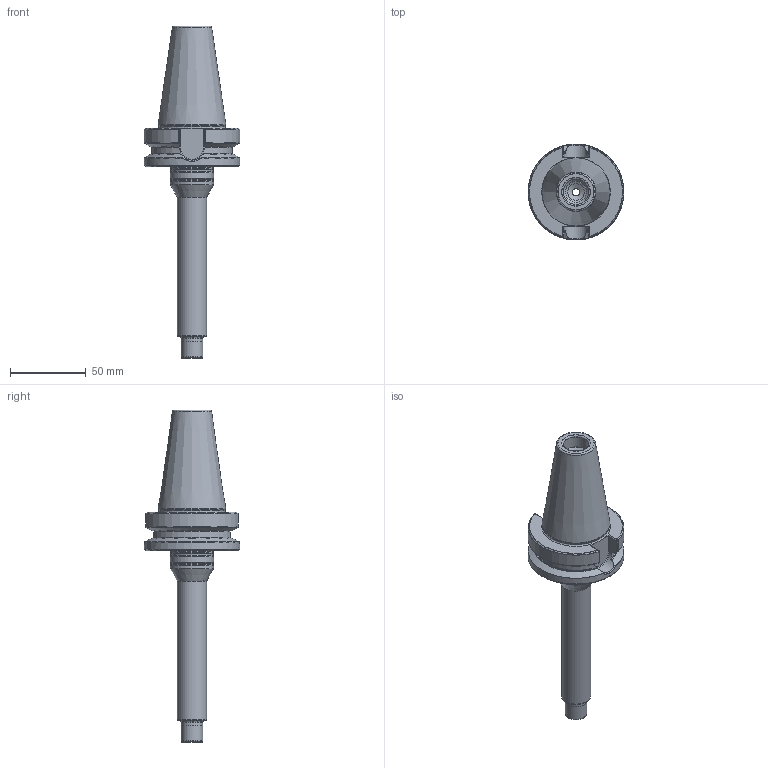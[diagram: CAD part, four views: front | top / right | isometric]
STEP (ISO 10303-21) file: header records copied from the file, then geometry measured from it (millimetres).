
FILE_DESCRIPTION(/* description */ (''),/* implementation_level */ '2;1');
FILE_NAME(/* name */ '414011180.stp',/* time_stamp */ '2021-01-08T12:37:28',/* author */ ('LRA'),/* organization */ ('REGO-FIX'),/* preprocessor_version */ ' Unknown',/* originating_system */ 'SIEMENS PLM Software Solid Edge ST10',/* authorization */ 'Unknown');
FILE_SCHEMA (('AUTOMOTIVE_DESIGN { 1 0 10303 214 2 1 1}'));
Length unit declared in the file: millimetre
Products named in the file (1): NOCUT
Bounding box: 63.3 x 63.3 x 219.2 mm (x, y, z)
Volume: 304011.2 mm3; surface area: 67794.7 mm2
Topology: 2 solids, 2 shells, 198 faces, 486 edges, 297 vertices
Faces by surface type: plane 73, cone 48, cylinder 45, torus 28, bspline 4
Full cylindrical faces by diameter (mm): 4.917 x2, 7.5 x2, 11 x2, 13.834 x2, 13.835 x2, 14 x2, 14.3 x1, 16.7 x1, 17 x1, 19 x1, 19.3 x1, 28.5 x3, 28.8 x3, 63 x1, 63.3 x1
Entity records: 6913 total; most frequent: CARTESIAN_POINT 1304, DIRECTION 876, ORIENTED_EDGE 784, EDGE_CURVE 392, AXIS2_PLACEMENT_3D 374, EDGE_LOOP 284, FACE_BOUND 284, VERTEX_POINT 280
